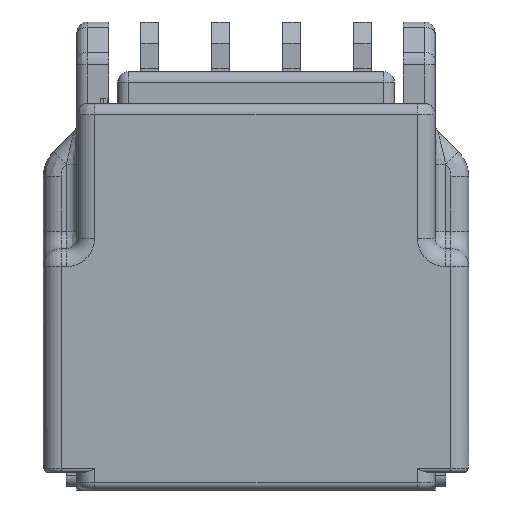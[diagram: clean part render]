
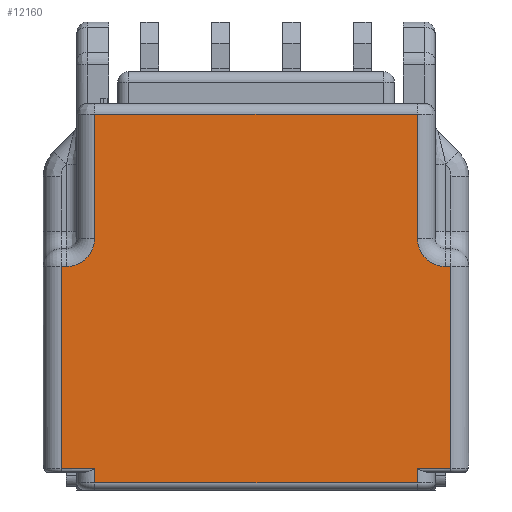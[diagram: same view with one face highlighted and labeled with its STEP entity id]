
A CAD part, front view. The second image highlights one B-rep face of the part: STEP entity #12160.
In plain terms, the highlighted planar face has unit normal (0, -1, 0).
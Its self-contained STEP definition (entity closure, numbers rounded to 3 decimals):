
#59=DIRECTION('',(1.,0.,0.));
#60=VECTOR('',#59,9.1);
#61=CARTESIAN_POINT('',(-4.55,-3.55,0.5));
#62=LINE('',#61,#60);
#95=CARTESIAN_POINT('',(-4.55,-3.55,0.9));
#97=DIRECTION('',(0.,0.,-1.));
#98=VECTOR('',#97,0.4);
#99=CARTESIAN_POINT('',(-4.55,-3.55,0.9));
#100=LINE('',#99,#98);
#1605=DIRECTION('',(0.,0.,1.));
#1606=VECTOR('',#1605,0.4);
#1607=CARTESIAN_POINT('',(4.55,-3.55,0.5));
#1608=LINE('',#1607,#1606);
#1628=CARTESIAN_POINT('',(-5.35,-3.55,7.4));
#1629=DIRECTION('',(0.,-1.,0.));
#1630=DIRECTION('',(0.,0.,-1.));
#1631=AXIS2_PLACEMENT_3D('',#1628,#1629,#1630);
#1633=CARTESIAN_POINT('',(5.35,-3.55,7.4));
#1634=DIRECTION('',(0.,-1.,0.));
#1635=DIRECTION('',(-1.,0.,0.));
#1636=AXIS2_PLACEMENT_3D('',#1633,#1634,#1635);
#1638=DIRECTION('',(-1.,0.,0.));
#1639=VECTOR('',#1638,0.15);
#1640=CARTESIAN_POINT('',(-5.35,-3.55,6.6));
#1641=LINE('',#1640,#1639);
#3074=DIRECTION('',(1.,0.,0.));
#3075=VECTOR('',#3074,0.95);
#3076=CARTESIAN_POINT('',(4.55,-3.55,0.9));
#3077=LINE('',#3076,#3075);
#3123=DIRECTION('',(0.,0.,1.));
#3124=VECTOR('',#3123,5.7);
#3125=CARTESIAN_POINT('',(5.5,-3.55,0.9));
#3126=LINE('',#3125,#3124);
#3361=DIRECTION('',(-1.,0.,0.));
#3362=VECTOR('',#3361,0.15);
#3363=CARTESIAN_POINT('',(5.5,-3.55,6.6));
#3364=LINE('',#3363,#3362);
#3389=DIRECTION('',(0.,0.,1.));
#3390=VECTOR('',#3389,3.5);
#3391=CARTESIAN_POINT('',(4.55,-3.55,7.4));
#3392=LINE('',#3391,#3390);
#3416=DIRECTION('',(-1.,0.,0.));
#3417=VECTOR('',#3416,9.1);
#3418=CARTESIAN_POINT('',(4.55,-3.55,10.9));
#3419=LINE('',#3418,#3417);
#4346=DIRECTION('',(0.,0.,-1.));
#4347=VECTOR('',#4346,3.5);
#4348=CARTESIAN_POINT('',(-4.55,-3.55,10.9));
#4349=LINE('',#4348,#4347);
#6740=DIRECTION('',(1.,0.,0.));
#6741=VECTOR('',#6740,0.95);
#6742=CARTESIAN_POINT('',(-5.5,-3.55,0.9));
#6743=LINE('',#6742,#6741);
#6772=DIRECTION('',(0.,0.,-1.));
#6773=VECTOR('',#6772,5.7);
#6774=CARTESIAN_POINT('',(-5.5,-3.55,6.6));
#6775=LINE('',#6774,#6773);
#7837=CARTESIAN_POINT('',(-4.55,-3.55,0.5));
#7838=VERTEX_POINT('',#7837);
#7839=CARTESIAN_POINT('',(4.55,-3.55,0.5));
#7840=VERTEX_POINT('',#7839);
#7848=VERTEX_POINT('',#95);
#8017=CARTESIAN_POINT('',(-4.55,-3.55,7.4));
#8018=VERTEX_POINT('',#8017);
#8019=CARTESIAN_POINT('',(-5.35,-3.55,6.6));
#8020=VERTEX_POINT('',#8019);
#8023=CARTESIAN_POINT('',(-4.55,-3.55,10.9));
#8024=VERTEX_POINT('',#8023);
#8886=CARTESIAN_POINT('',(4.55,-3.55,10.9));
#8887=VERTEX_POINT('',#8886);
#8966=CARTESIAN_POINT('',(5.5,-3.55,6.6));
#8967=VERTEX_POINT('',#8966);
#8973=CARTESIAN_POINT('',(5.5,-3.55,0.9));
#8974=VERTEX_POINT('',#8973);
#9427=CARTESIAN_POINT('',(4.55,-3.55,0.9));
#9428=VERTEX_POINT('',#9427);
#9432=CARTESIAN_POINT('',(-5.5,-3.55,6.6));
#9433=VERTEX_POINT('',#9432);
#9434=CARTESIAN_POINT('',(4.55,-3.55,7.4));
#9435=VERTEX_POINT('',#9434);
#9436=CARTESIAN_POINT('',(5.35,-3.55,6.6));
#9437=VERTEX_POINT('',#9436);
#9438=CARTESIAN_POINT('',(-5.5,-3.55,0.9));
#9439=VERTEX_POINT('',#9438);
#12128=CARTESIAN_POINT('',(-5.05,-3.55,0.3));
#12129=DIRECTION('',(0.,1.,0.));
#12130=DIRECTION('',(1.,0.,0.));
#12131=AXIS2_PLACEMENT_3D('',#12128,#12129,#12130);
#12132=PLANE('',#12131);
#12134=ORIENTED_EDGE('',*,*,#12133,.F.);
#12136=ORIENTED_EDGE('',*,*,#12135,.T.);
#12138=ORIENTED_EDGE('',*,*,#12137,.F.);
#12140=ORIENTED_EDGE('',*,*,#12139,.F.);
#12142=ORIENTED_EDGE('',*,*,#12141,.F.);
#12144=ORIENTED_EDGE('',*,*,#12143,.T.);
#12146=ORIENTED_EDGE('',*,*,#12145,.F.);
#12148=ORIENTED_EDGE('',*,*,#12147,.F.);
#12150=ORIENTED_EDGE('',*,*,#12149,.F.);
#12151=ORIENTED_EDGE('',*,*,#12115,.F.);
#12152=ORIENTED_EDGE('',*,*,#9879,.F.);
#12153=ORIENTED_EDGE('',*,*,#9914,.F.);
#12155=ORIENTED_EDGE('',*,*,#12154,.F.);
#12157=ORIENTED_EDGE('',*,*,#12156,.F.);
#12158=EDGE_LOOP('',(#12134,#12136,#12138,#12140,#12142,#12144,#12146,#12148,
#12150,#12151,#12152,#12153,#12155,#12157));
#12159=FACE_OUTER_BOUND('',#12158,.F.);
#12160=ADVANCED_FACE('',(#12159),#12132,.F.);
#1632=CIRCLE('',#1631,0.8);
#1637=CIRCLE('',#1636,0.8);
#9879=EDGE_CURVE('',#7838,#7840,#62,.T.);
#9914=EDGE_CURVE('',#7848,#7838,#100,.T.);
#12115=EDGE_CURVE('',#7840,#9428,#1608,.T.);
#12133=EDGE_CURVE('',#8020,#9433,#1641,.T.);
#12135=EDGE_CURVE('',#8020,#8018,#1632,.T.);
#12137=EDGE_CURVE('',#8024,#8018,#4349,.T.);
#12139=EDGE_CURVE('',#8887,#8024,#3419,.T.);
#12141=EDGE_CURVE('',#9435,#8887,#3392,.T.);
#12143=EDGE_CURVE('',#9435,#9437,#1637,.T.);
#12145=EDGE_CURVE('',#8967,#9437,#3364,.T.);
#12147=EDGE_CURVE('',#8974,#8967,#3126,.T.);
#12149=EDGE_CURVE('',#9428,#8974,#3077,.T.);
#12154=EDGE_CURVE('',#9439,#7848,#6743,.T.);
#12156=EDGE_CURVE('',#9433,#9439,#6775,.T.);
